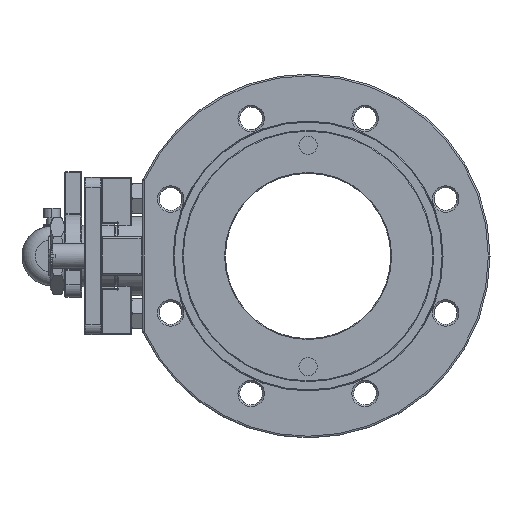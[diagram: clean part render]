
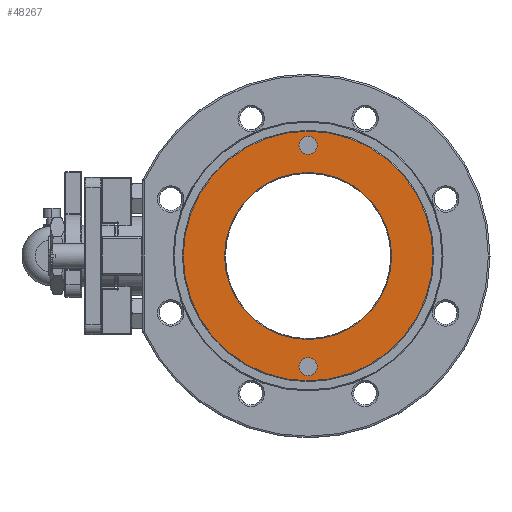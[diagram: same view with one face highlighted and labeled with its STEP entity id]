
A CAD part, left-side view. The second image highlights one B-rep face of the part: STEP entity #48267.
In plain terms, the highlighted planar face has unit normal (-1, 0, 0).
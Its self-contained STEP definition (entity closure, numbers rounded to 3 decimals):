
#2870 = AXIS2_PLACEMENT_3D ( 'NONE', #17372, #50605, #35880 ) ;
#4456 = AXIS2_PLACEMENT_3D ( 'NONE', #10283, #19866, #24694 ) ;
#5494 = PLANE ( 'NONE',  #4456 ) ;
#5571 = FACE_BOUND ( 'NONE', #53559, .T. ) ;
#7822 = EDGE_CURVE ( 'NONE', #58463, #54885, #51839, .T. ) ;
#10283 = CARTESIAN_POINT ( 'NONE',  ( -75., 81., 0. ) ) ;
#11511 = EDGE_CURVE ( 'NONE', #54885, #58463, #48415, .T. ) ;
#11669 = DIRECTION ( 'NONE',  ( 0., 0., 1. ) ) ;
#12290 = CARTESIAN_POINT ( 'NONE',  ( -75., 0., 0. ) ) ;
#13454 = CIRCLE ( 'NONE', #22263, 75.5 ) ;
#13613 = DIRECTION ( 'NONE',  ( 0., 0., -1. ) ) ;
#13710 = VERTEX_POINT ( 'NONE', #54849 ) ;
#14852 = AXIS2_PLACEMENT_3D ( 'NONE', #46064, #26558, #21984 ) ;
#16503 = CIRCLE ( 'NONE', #32154, 5.5 ) ;
#17372 = CARTESIAN_POINT ( 'NONE',  ( -75., 0., 0. ) ) ;
#17595 = CARTESIAN_POINT ( 'NONE',  ( -75., 0., -67. ) ) ;
#19328 = EDGE_CURVE ( 'NONE', #28149, #13710, #29724, .T. ) ;
#19866 = DIRECTION ( 'NONE',  ( -1., 0., 0. ) ) ;
#19874 = ORIENTED_EDGE ( 'NONE', *, *, #11511, .T. ) ;
#19877 = ORIENTED_EDGE ( 'NONE', *, *, #19328, .F. ) ;
#21337 = CARTESIAN_POINT ( 'NONE',  ( -75., 0., 75.5 ) ) ;
#21720 = CARTESIAN_POINT ( 'NONE',  ( -75., 0., -61.5 ) ) ;
#21782 = DIRECTION ( 'NONE',  ( -1., 0., 0. ) ) ;
#21973 = CARTESIAN_POINT ( 'NONE',  ( -75., 0., 61.5 ) ) ;
#21984 = DIRECTION ( 'NONE',  ( 0., 0., 1. ) ) ;
#22263 = AXIS2_PLACEMENT_3D ( 'NONE', #52238, #23618, #42308 ) ;
#22343 = CARTESIAN_POINT ( 'NONE',  ( -75., 0., 72.5 ) ) ;
#22815 = DIRECTION ( 'NONE',  ( -1., 0., 0. ) ) ;
#23021 = DIRECTION ( 'NONE',  ( 0., 0., 1. ) ) ;
#23465 = FACE_BOUND ( 'NONE', #59699, .T. ) ;
#23618 = DIRECTION ( 'NONE',  ( -1., 0., 0. ) ) ;
#24694 = DIRECTION ( 'NONE',  ( 0., 0., 1. ) ) ;
#26262 = CARTESIAN_POINT ( 'NONE',  ( -75., 0., 0. ) ) ;
#26558 = DIRECTION ( 'NONE',  ( -1., 0., 0. ) ) ;
#27174 = DIRECTION ( 'NONE',  ( -1., 0., 0. ) ) ;
#27591 = CARTESIAN_POINT ( 'NONE',  ( -75., 0., -67. ) ) ;
#28149 = VERTEX_POINT ( 'NONE', #21720 ) ;
#29661 = VERTEX_POINT ( 'NONE', #55264 ) ;
#29724 = CIRCLE ( 'NONE', #48781, 5.5 ) ;
#30651 = CIRCLE ( 'NONE', #55569, 5.5 ) ;
#31604 = FACE_OUTER_BOUND ( 'NONE', #45576, .T. ) ;
#32154 = AXIS2_PLACEMENT_3D ( 'NONE', #27591, #27174, #13613 ) ;
#33838 = EDGE_CURVE ( 'NONE', #38480, #47238, #30651, .T. ) ;
#33901 = EDGE_CURVE ( 'NONE', #13710, #28149, #16503, .T. ) ;
#34808 = EDGE_CURVE ( 'NONE', #29661, #58133, #13454, .T. ) ;
#35880 = DIRECTION ( 'NONE',  ( 0., 0., 1. ) ) ;
#36912 = CARTESIAN_POINT ( 'NONE',  ( -75., 0., 67. ) ) ;
#38480 = VERTEX_POINT ( 'NONE', #21973 ) ;
#39192 = EDGE_CURVE ( 'NONE', #47238, #38480, #50122, .T. ) ;
#39482 = CARTESIAN_POINT ( 'NONE',  ( -75., 0., -50.5 ) ) ;
#42052 = ORIENTED_EDGE ( 'NONE', *, *, #53783, .T. ) ;
#42308 = DIRECTION ( 'NONE',  ( 0., 0., 1. ) ) ;
#44357 = ORIENTED_EDGE ( 'NONE', *, *, #34808, .T. ) ;
#45442 = DIRECTION ( 'NONE',  ( 0., 0., -1. ) ) ;
#45576 = EDGE_LOOP ( 'NONE', ( #44357, #42052 ) ) ;
#45774 = DIRECTION ( 'NONE',  ( -1., 0., 0. ) ) ;
#46064 = CARTESIAN_POINT ( 'NONE',  ( -75., 0., 67. ) ) ;
#46188 = DIRECTION ( 'NONE',  ( 0., 0., 1. ) ) ;
#46686 = CIRCLE ( 'NONE', #53706, 75.5 ) ;
#47238 = VERTEX_POINT ( 'NONE', #22343 ) ;
#47844 = ORIENTED_EDGE ( 'NONE', *, *, #39192, .F. ) ;
#48267 = ADVANCED_FACE ( 'NONE', ( #5571, #23465, #57602, #31604 ), #5494, .T. ) ;
#48415 = CIRCLE ( 'NONE', #54716, 50.5 ) ;
#48559 = ORIENTED_EDGE ( 'NONE', *, *, #7822, .T. ) ;
#48781 = AXIS2_PLACEMENT_3D ( 'NONE', #17595, #21782, #45442 ) ;
#50122 = CIRCLE ( 'NONE', #14852, 5.5 ) ;
#50605 = DIRECTION ( 'NONE',  ( 1., 0., 0. ) ) ;
#51839 = CIRCLE ( 'NONE', #2870, 50.5 ) ;
#52238 = CARTESIAN_POINT ( 'NONE',  ( -75., 0., 0. ) ) ;
#53559 = EDGE_LOOP ( 'NONE', ( #19877, #54932 ) ) ;
#53706 = AXIS2_PLACEMENT_3D ( 'NONE', #12290, #45774, #46188 ) ;
#53783 = EDGE_CURVE ( 'NONE', #58133, #29661, #46686, .T. ) ;
#54441 = ORIENTED_EDGE ( 'NONE', *, *, #33838, .F. ) ;
#54716 = AXIS2_PLACEMENT_3D ( 'NONE', #26262, #59400, #11669 ) ;
#54849 = CARTESIAN_POINT ( 'NONE',  ( -75., 0., -72.5 ) ) ;
#54885 = VERTEX_POINT ( 'NONE', #39482 ) ;
#54932 = ORIENTED_EDGE ( 'NONE', *, *, #33901, .F. ) ;
#55264 = CARTESIAN_POINT ( 'NONE',  ( -75., 0., -75.5 ) ) ;
#55409 = EDGE_LOOP ( 'NONE', ( #48559, #19874 ) ) ;
#55569 = AXIS2_PLACEMENT_3D ( 'NONE', #36912, #22815, #23021 ) ;
#57171 = CARTESIAN_POINT ( 'NONE',  ( -75., 0., 50.5 ) ) ;
#57602 = FACE_BOUND ( 'NONE', #55409, .T. ) ;
#58133 = VERTEX_POINT ( 'NONE', #21337 ) ;
#58463 = VERTEX_POINT ( 'NONE', #57171 ) ;
#59400 = DIRECTION ( 'NONE',  ( 1., 0., 0. ) ) ;
#59699 = EDGE_LOOP ( 'NONE', ( #47844, #54441 ) ) ;
